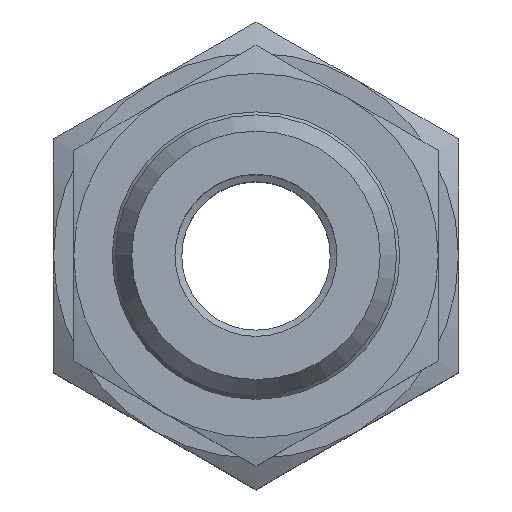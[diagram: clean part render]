
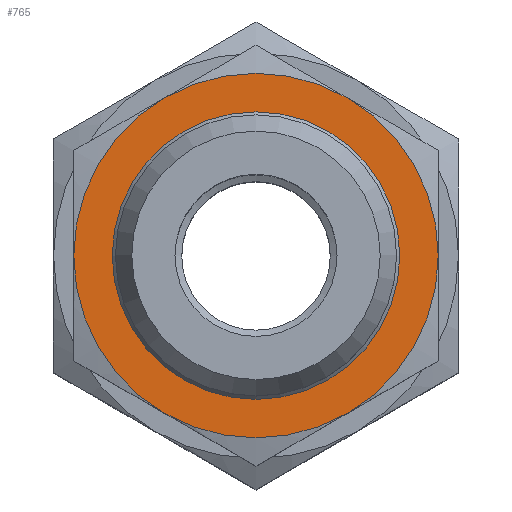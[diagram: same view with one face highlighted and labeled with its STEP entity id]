
A CAD part, top view. The second image highlights one B-rep face of the part: STEP entity #765.
In plain terms, the highlighted planar face has unit normal (0, 0, 1).
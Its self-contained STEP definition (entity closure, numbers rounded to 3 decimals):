
#61=PLANE('',#867);
#161=FACE_BOUND('',#301,.T.);
#218=FACE_OUTER_BOUND('',#300,.T.);
#300=EDGE_LOOP('',(#696,#697,#698,#699,#700,#701));
#301=EDGE_LOOP('',(#702));
#325=CIRCLE('',#804,10.65);
#341=CIRCLE('',#856,13.5);
#342=CIRCLE('',#858,13.5);
#343=CIRCLE('',#860,13.5);
#344=CIRCLE('',#862,13.5);
#345=CIRCLE('',#864,13.5);
#346=CIRCLE('',#866,13.5);
#376=VERTEX_POINT('',#1172);
#403=VERTEX_POINT('',#1317);
#406=VERTEX_POINT('',#1329);
#407=VERTEX_POINT('',#1337);
#409=VERTEX_POINT('',#1347);
#411=VERTEX_POINT('',#1357);
#413=VERTEX_POINT('',#1367);
#443=EDGE_CURVE('',#376,#376,#325,.T.);
#505=EDGE_CURVE('',#403,#407,#341,.T.);
#506=EDGE_CURVE('',#406,#403,#342,.T.);
#507=EDGE_CURVE('',#413,#406,#343,.T.);
#508=EDGE_CURVE('',#407,#409,#344,.T.);
#509=EDGE_CURVE('',#409,#411,#345,.T.);
#510=EDGE_CURVE('',#411,#413,#346,.T.);
#696=ORIENTED_EDGE('',*,*,#507,.F.);
#697=ORIENTED_EDGE('',*,*,#510,.F.);
#698=ORIENTED_EDGE('',*,*,#509,.F.);
#699=ORIENTED_EDGE('',*,*,#508,.F.);
#700=ORIENTED_EDGE('',*,*,#505,.F.);
#701=ORIENTED_EDGE('',*,*,#506,.F.);
#702=ORIENTED_EDGE('',*,*,#443,.F.);
#765=ADVANCED_FACE('',(#218,#161),#61,.F.);
#804=AXIS2_PLACEMENT_3D('',#1173,#941,#942);
#856=AXIS2_PLACEMENT_3D('',#1376,#1057,#1058);
#858=AXIS2_PLACEMENT_3D('',#1378,#1061,#1062);
#860=AXIS2_PLACEMENT_3D('',#1380,#1065,#1066);
#862=AXIS2_PLACEMENT_3D('',#1382,#1069,#1070);
#864=AXIS2_PLACEMENT_3D('',#1384,#1073,#1074);
#866=AXIS2_PLACEMENT_3D('',#1386,#1077,#1078);
#867=AXIS2_PLACEMENT_3D('',#1387,#1079,#1080);
#941=DIRECTION('center_axis',(0.,0.,1.));
#942=DIRECTION('ref_axis',(-1.,0.,0.));
#1057=DIRECTION('center_axis',(0.,0.,-1.));
#1058=DIRECTION('ref_axis',(-1.,0.,0.));
#1061=DIRECTION('center_axis',(0.,0.,-1.));
#1062=DIRECTION('ref_axis',(-1.,0.,0.));
#1065=DIRECTION('center_axis',(0.,0.,-1.));
#1066=DIRECTION('ref_axis',(-1.,0.,0.));
#1069=DIRECTION('center_axis',(0.,0.,-1.));
#1070=DIRECTION('ref_axis',(-1.,0.,0.));
#1073=DIRECTION('center_axis',(0.,0.,-1.));
#1074=DIRECTION('ref_axis',(0.,1.,0.));
#1077=DIRECTION('center_axis',(0.,0.,-1.));
#1078=DIRECTION('ref_axis',(0.,1.,0.));
#1079=DIRECTION('center_axis',(0.,0.,-1.));
#1080=DIRECTION('ref_axis',(-1.,0.,0.));
#1172=CARTESIAN_POINT('',(-10.65,0.,-11.));
#1173=CARTESIAN_POINT('Origin',(0.,0.,-11.));
#1317=CARTESIAN_POINT('',(13.5,0.,-11.));
#1329=CARTESIAN_POINT('',(6.75,11.691,-11.));
#1337=CARTESIAN_POINT('',(6.75,-11.691,-11.));
#1347=CARTESIAN_POINT('',(-6.75,-11.691,-11.));
#1357=CARTESIAN_POINT('',(-13.5,0.,-11.));
#1367=CARTESIAN_POINT('',(-6.75,11.691,-11.));
#1376=CARTESIAN_POINT('Origin',(0.,0.,-11.));
#1378=CARTESIAN_POINT('Origin',(0.,0.,-11.));
#1380=CARTESIAN_POINT('Origin',(0.,0.,-11.));
#1382=CARTESIAN_POINT('Origin',(0.,0.,-11.));
#1384=CARTESIAN_POINT('Origin',(0.,0.,-11.));
#1386=CARTESIAN_POINT('Origin',(0.,0.,-11.));
#1387=CARTESIAN_POINT('Origin',(0.,10.65,-11.));
